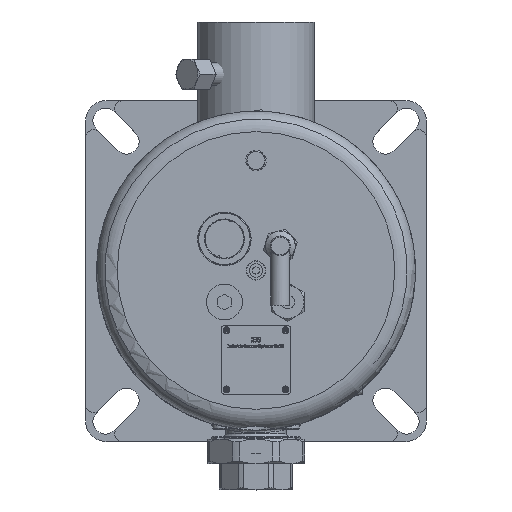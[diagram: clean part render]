
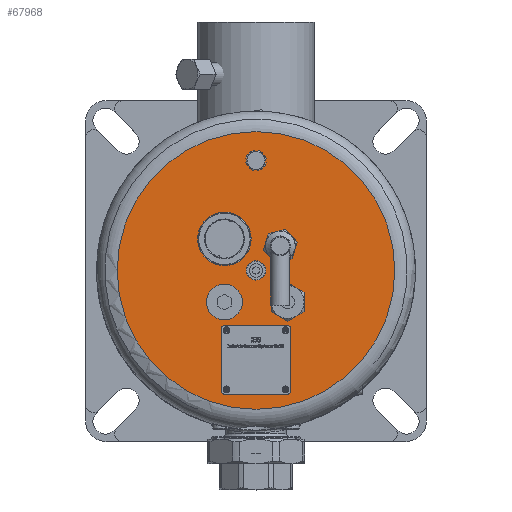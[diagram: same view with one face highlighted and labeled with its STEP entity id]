
A CAD part, top view. The second image highlights one B-rep face of the part: STEP entity #67968.
In plain terms, the highlighted planar face has unit normal (0, 0, 1).
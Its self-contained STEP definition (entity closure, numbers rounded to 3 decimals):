
#7154=FACE_OUTER_BOUND('',#11413,.T.);
#11413=EDGE_LOOP('',(#53473));
#23882=CIRCLE('',#74089,101.);
#28921=VERTEX_POINT('',#113360);
#37445=EDGE_CURVE('',#28921,#28921,#23882,.T.);
#53473=ORIENTED_EDGE('',*,*,#37445,.F.);
#60882=PLANE('',#74088);
#67968=ADVANCED_FACE('',(#7154),#60882,.F.);
#74088=AXIS2_PLACEMENT_3D('',#113359,#88575,#88576);
#74089=AXIS2_PLACEMENT_3D('',#113361,#88577,#88578);
#88575=DIRECTION('center_axis',(0.,0.,
-1.));
#88576=DIRECTION('ref_axis',(0.,1.,0.));
#88577=DIRECTION('center_axis',(0.,0.,
-1.));
#88578=DIRECTION('ref_axis',(0.,1.,0.));
#113359=CARTESIAN_POINT('Origin',(0.,0.,
249.));
#113360=CARTESIAN_POINT('',(0.,-101.,249.));
#113361=CARTESIAN_POINT('Origin',(0.,0.,
249.));
